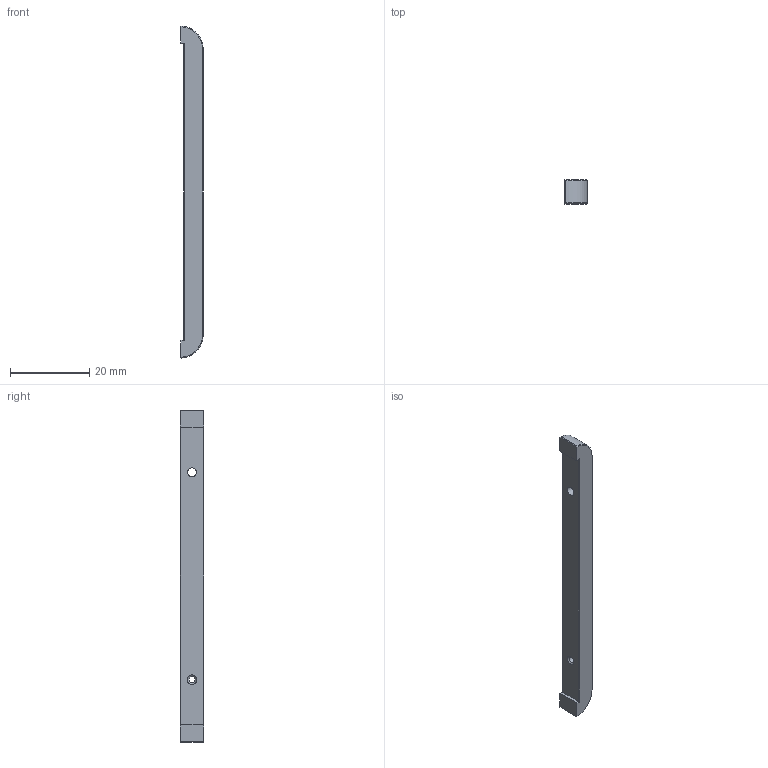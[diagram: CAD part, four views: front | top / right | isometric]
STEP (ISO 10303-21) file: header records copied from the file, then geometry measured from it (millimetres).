
FILE_DESCRIPTION(/* description */ (''),/* implementation_level */ '2;1');
FILE_NAME(/* name */ 'Aladdin_00282.stp',/* time_stamp */ '2024-07-11T09:55:26+02:00',/* author */ (''),/* organization */ (''),/* preprocessor_version */ 'ST-DEVELOPER v19.4',/* originating_system */ 'SIEMENS PLM Software NX2306.9102',/* authorisation */ '');
FILE_SCHEMA (('AUTOMOTIVE_DESIGN { 1 0 10303 214 3 1 1 1 }'));
Length unit declared in the file: millimetre
Products named in the file (1): IR3_00000261_v3_objects
Bounding box: 5.6 x 6 x 83.57 mm (x, y, z)
Volume: 2331.4 mm3; surface area: 1843.7 mm2
Topology: 1 solids, 1 shells, 28 faces, 70 edges, 44 vertices
Faces by surface type: plane 18, cone 6, cylinder 4
Full cylindrical faces by diameter (mm): 1.6 x1, 2.3 x1
Entity records: 834 total; most frequent: CARTESIAN_POINT 159, ORIENTED_EDGE 128, DIRECTION 128, EDGE_CURVE 64, AXIS2_PLACEMENT_3D 43, VERTEX_POINT 42, LINE 42, VECTOR 42
